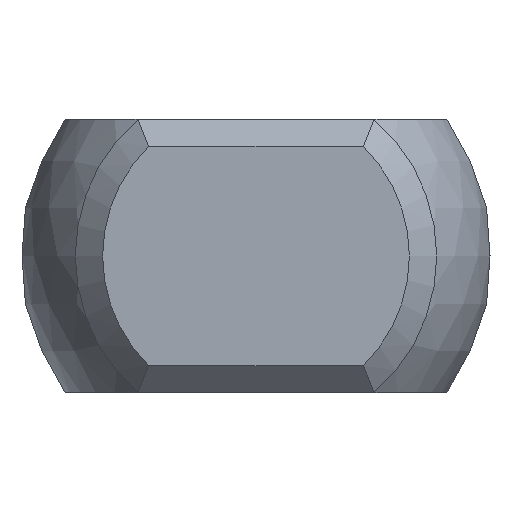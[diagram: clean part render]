
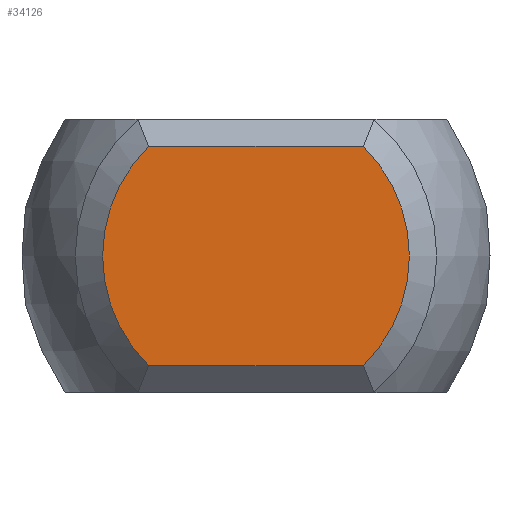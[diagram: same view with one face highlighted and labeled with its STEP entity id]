
A CAD part, left-side view. The second image highlights one B-rep face of the part: STEP entity #34126.
In plain terms, the highlighted planar face has unit normal (-1, 0, 0).
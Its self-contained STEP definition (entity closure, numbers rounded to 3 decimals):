
#32752 = PLANE('',#32753);
#32753 = AXIS2_PLACEMENT_3D('',#32754,#32755,#32756);
#32754 = CARTESIAN_POINT('',(-12.25,3.125,2.25));
#32755 = DIRECTION('',(-0.707,0.,0.707));
#32756 = DIRECTION('',(0.707,0.,0.707));
#33759 = EDGE_CURVE('',#33760,#33762,#33764,.T.);
#33760 = VERTEX_POINT('',#33761);
#33761 = CARTESIAN_POINT('',(-12.5,-1.96,-2.));
#33762 = VERTEX_POINT('',#33763);
#33763 = CARTESIAN_POINT('',(-12.5,1.96,-2.));
#33764 = SURFACE_CURVE('',#33765,(#33769,#33781),.PCURVE_S1.);
#33765 = LINE('',#33766,#33767);
#33766 = CARTESIAN_POINT('',(-12.5,-3.125,-2.));
#33767 = VECTOR('',#33768,1.);
#33768 = DIRECTION('',(0.,1.,0.));
#33769 = PCURVE('',#33770,#33775);
#33770 = PLANE('',#33771);
#33771 = AXIS2_PLACEMENT_3D('',#33772,#33773,#33774);
#33772 = CARTESIAN_POINT('',(-12.25,-3.125,-2.25));
#33773 = DIRECTION('',(-0.707,0.,
    -0.707));
#33774 = DIRECTION('',(-0.707,0.,0.707));
#33775 = DEFINITIONAL_REPRESENTATION('',(#33776),#33780);
#33776 = LINE('',#33777,#33778);
#33777 = CARTESIAN_POINT('',(0.354,0.));
#33778 = VECTOR('',#33779,1.);
#33779 = DIRECTION('',(0.,1.));
#33780 = ( GEOMETRIC_REPRESENTATION_CONTEXT(2) 
PARAMETRIC_REPRESENTATION_CONTEXT() REPRESENTATION_CONTEXT('2D SPACE',''
  ) );
#33781 = PCURVE('',#33782,#33787);
#33782 = PLANE('',#33783);
#33783 = AXIS2_PLACEMENT_3D('',#33784,#33785,#33786);
#33784 = CARTESIAN_POINT('',(-12.5,0.,0.));
#33785 = DIRECTION('',(1.,0.,0.));
#33786 = DIRECTION('',(0.,0.,-1.));
#33787 = DEFINITIONAL_REPRESENTATION('',(#33788),#33792);
#33788 = LINE('',#33789,#33790);
#33789 = CARTESIAN_POINT('',(2.,-3.125));
#33790 = VECTOR('',#33791,1.);
#33791 = DIRECTION('',(0.,1.));
#33792 = ( GEOMETRIC_REPRESENTATION_CONTEXT(2) 
PARAMETRIC_REPRESENTATION_CONTEXT() REPRESENTATION_CONTEXT('2D SPACE',''
  ) );
#33812 = CONICAL_SURFACE('',#33813,3.05,0.785);
#33813 = AXIS2_PLACEMENT_3D('',#33814,#33815,#33816);
#33814 = CARTESIAN_POINT('',(-12.25,0.,0.));
#33815 = DIRECTION('',(1.,0.,0.));
#33816 = DIRECTION('',(-0.,1.,0.));
#33862 = CONICAL_SURFACE('',#33863,3.05,0.785);
#33863 = AXIS2_PLACEMENT_3D('',#33864,#33865,#33866);
#33864 = CARTESIAN_POINT('',(-12.25,0.,0.));
#33865 = DIRECTION('',(1.,0.,0.));
#33866 = DIRECTION('',(0.,-1.,0.));
#33876 = EDGE_CURVE('',#33877,#33879,#33881,.T.);
#33877 = VERTEX_POINT('',#33878);
#33878 = CARTESIAN_POINT('',(-12.5,1.96,2.));
#33879 = VERTEX_POINT('',#33880);
#33880 = CARTESIAN_POINT('',(-12.5,-1.96,2.));
#33881 = SURFACE_CURVE('',#33882,(#33886,#33893),.PCURVE_S1.);
#33882 = LINE('',#33883,#33884);
#33883 = CARTESIAN_POINT('',(-12.5,3.125,2.));
#33884 = VECTOR('',#33885,1.);
#33885 = DIRECTION('',(0.,-1.,0.));
#33886 = PCURVE('',#32752,#33887);
#33887 = DEFINITIONAL_REPRESENTATION('',(#33888),#33892);
#33888 = LINE('',#33889,#33890);
#33889 = CARTESIAN_POINT('',(-0.354,0.));
#33890 = VECTOR('',#33891,1.);
#33891 = DIRECTION('',(0.,-1.));
#33892 = ( GEOMETRIC_REPRESENTATION_CONTEXT(2) 
PARAMETRIC_REPRESENTATION_CONTEXT() REPRESENTATION_CONTEXT('2D SPACE',''
  ) );
#33893 = PCURVE('',#33782,#33894);
#33894 = DEFINITIONAL_REPRESENTATION('',(#33895),#33899);
#33895 = LINE('',#33896,#33897);
#33896 = CARTESIAN_POINT('',(-2.,3.125));
#33897 = VECTOR('',#33898,1.);
#33898 = DIRECTION('',(0.,-1.));
#33899 = ( GEOMETRIC_REPRESENTATION_CONTEXT(2) 
PARAMETRIC_REPRESENTATION_CONTEXT() REPRESENTATION_CONTEXT('2D SPACE',''
  ) );
#33972 = EDGE_CURVE('',#33879,#33760,#33973,.T.);
#33973 = SURFACE_CURVE('',#33974,(#33979,#33986),.PCURVE_S1.);
#33974 = CIRCLE('',#33975,2.8);
#33975 = AXIS2_PLACEMENT_3D('',#33976,#33977,#33978);
#33976 = CARTESIAN_POINT('',(-12.5,0.,0.));
#33977 = DIRECTION('',(1.,0.,0.));
#33978 = DIRECTION('',(0.,-1.,0.));
#33979 = PCURVE('',#33862,#33980);
#33980 = DEFINITIONAL_REPRESENTATION('',(#33981),#33985);
#33981 = LINE('',#33982,#33983);
#33982 = CARTESIAN_POINT('',(-6.283,-0.25));
#33983 = VECTOR('',#33984,1.);
#33984 = DIRECTION('',(1.,0.));
#33985 = ( GEOMETRIC_REPRESENTATION_CONTEXT(2) 
PARAMETRIC_REPRESENTATION_CONTEXT() REPRESENTATION_CONTEXT('2D SPACE',''
  ) );
#33986 = PCURVE('',#33782,#33987);
#33987 = DEFINITIONAL_REPRESENTATION('',(#33988),#33992);
#33988 = CIRCLE('',#33989,2.8);
#33989 = AXIS2_PLACEMENT_2D('',#33990,#33991);
#33990 = CARTESIAN_POINT('',(0.,0.));
#33991 = DIRECTION('',(0.,-1.));
#33992 = ( GEOMETRIC_REPRESENTATION_CONTEXT(2) 
PARAMETRIC_REPRESENTATION_CONTEXT() REPRESENTATION_CONTEXT('2D SPACE',''
  ) );
#33998 = EDGE_CURVE('',#33762,#33877,#33999,.T.);
#33999 = SURFACE_CURVE('',#34000,(#34005,#34012),.PCURVE_S1.);
#34000 = CIRCLE('',#34001,2.8);
#34001 = AXIS2_PLACEMENT_3D('',#34002,#34003,#34004);
#34002 = CARTESIAN_POINT('',(-12.5,0.,0.));
#34003 = DIRECTION('',(1.,0.,0.));
#34004 = DIRECTION('',(-0.,1.,0.));
#34005 = PCURVE('',#33812,#34006);
#34006 = DEFINITIONAL_REPRESENTATION('',(#34007),#34011);
#34007 = LINE('',#34008,#34009);
#34008 = CARTESIAN_POINT('',(0.,-0.25));
#34009 = VECTOR('',#34010,1.);
#34010 = DIRECTION('',(1.,0.));
#34011 = ( GEOMETRIC_REPRESENTATION_CONTEXT(2) 
PARAMETRIC_REPRESENTATION_CONTEXT() REPRESENTATION_CONTEXT('2D SPACE',''
  ) );
#34012 = PCURVE('',#33782,#34013);
#34013 = DEFINITIONAL_REPRESENTATION('',(#34014),#34018);
#34014 = CIRCLE('',#34015,2.8);
#34015 = AXIS2_PLACEMENT_2D('',#34016,#34017);
#34016 = CARTESIAN_POINT('',(0.,0.));
#34017 = DIRECTION('',(0.,1.));
#34018 = ( GEOMETRIC_REPRESENTATION_CONTEXT(2) 
PARAMETRIC_REPRESENTATION_CONTEXT() REPRESENTATION_CONTEXT('2D SPACE',''
  ) );
#34126 = ADVANCED_FACE('',(#34127),#33782,.F.);
#34127 = FACE_BOUND('',#34128,.T.);
#34128 = EDGE_LOOP('',(#34129,#34130,#34131,#34132));
#34129 = ORIENTED_EDGE('',*,*,#33876,.F.);
#34130 = ORIENTED_EDGE('',*,*,#33998,.F.);
#34131 = ORIENTED_EDGE('',*,*,#33759,.F.);
#34132 = ORIENTED_EDGE('',*,*,#33972,.F.);
